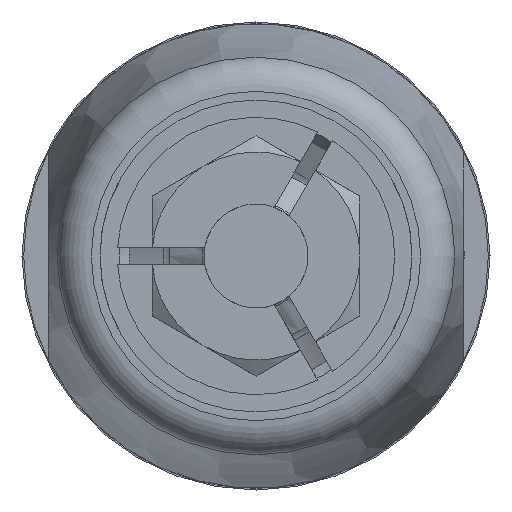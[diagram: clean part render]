
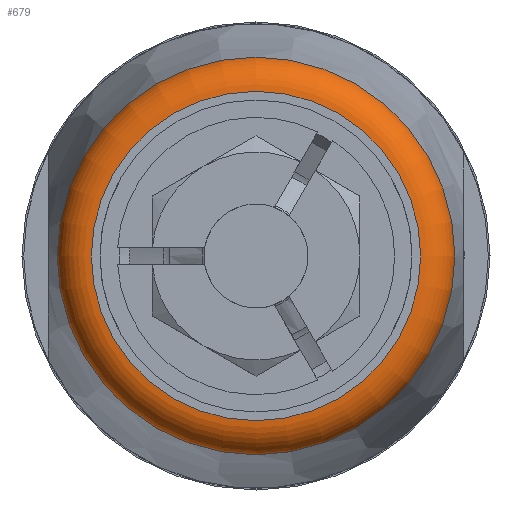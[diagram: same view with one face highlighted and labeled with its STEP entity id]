
A CAD part, left-side view. The second image highlights one B-rep face of the part: STEP entity #679.
In plain terms, the highlighted toroidal (fillet/blend) face has major radius 4.75 mm and minor radius 1 mm.
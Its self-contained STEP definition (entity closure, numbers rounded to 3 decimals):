
#453=CARTESIAN_POINT('',(-9.674,-5.735,0.));
#454=VERTEX_POINT('',#453);
#455=CARTESIAN_POINT('',(-9.674,0.,0.));
#456=DIRECTION('',(-1.0,0.0,0.0));
#457=DIRECTION('',(0.0,-1.0,0.0));
#458=AXIS2_PLACEMENT_3D('',#455,#456,#457);
#459=CIRCLE('',#458,5.735);
#460=EDGE_CURVE('',#454,#454,#459,.T.);
#660=CARTESIAN_POINT('',(-9.5,0.,0.));
#661=DIRECTION('',(-1.0,0.,0.));
#662=DIRECTION('',(0.0,0.0,-1.0));
#663=AXIS2_PLACEMENT_3D('',#660,#661,#662);
#664=TOROIDAL_SURFACE('',#663,4.75,1.);
#665=CARTESIAN_POINT('',(-10.5,-4.75,0.));
#666=VERTEX_POINT('',#665);
#667=CARTESIAN_POINT('',(-10.5,0.,0.));
#668=DIRECTION('',(-1.0,0.0,0.0));
#669=DIRECTION('',(0.0,-1.0,0.0));
#670=AXIS2_PLACEMENT_3D('',#667,#668,#669);
#671=CIRCLE('',#670,4.75);
#672=EDGE_CURVE('',#666,#666,#671,.T.);
#673=ORIENTED_EDGE('',*,*,#672,.F.);
#674=EDGE_LOOP('',(#673));
#675=FACE_OUTER_BOUND('',#674,.T.);
#676=ORIENTED_EDGE('',*,*,#460,.T.);
#677=EDGE_LOOP('',(#676));
#678=FACE_BOUND('',#677,.T.);
#679=ADVANCED_FACE('',(#675,#678),#664,.T.);
